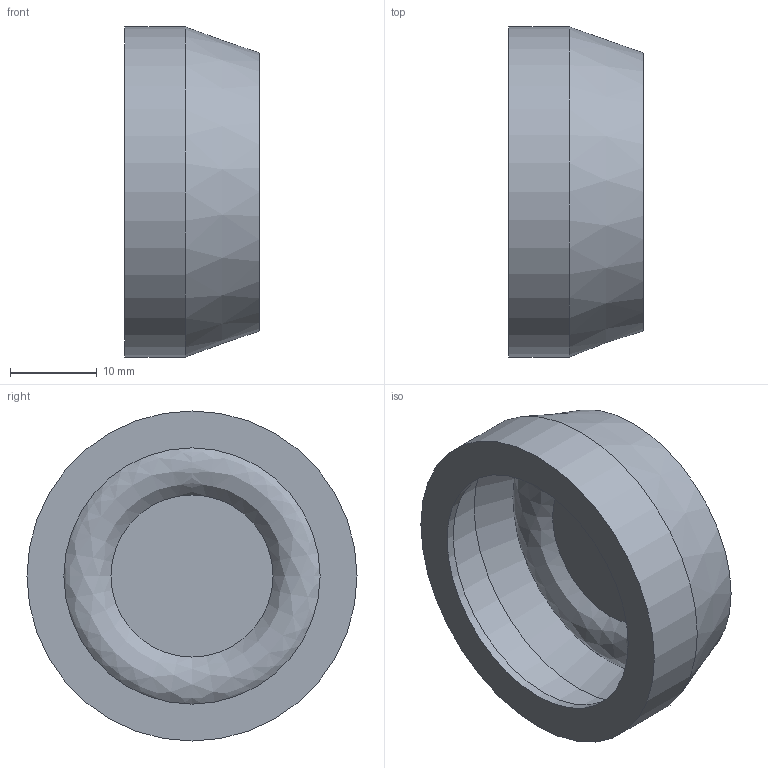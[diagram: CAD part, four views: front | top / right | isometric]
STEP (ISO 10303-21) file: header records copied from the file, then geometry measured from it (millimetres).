
FILE_DESCRIPTION((''),'2;1');
FILE_NAME('BTx.stp','2007-11-21T14:14:48',('Philipp'),(''),'Autodesk Inventor 2008','Autodesk Inventor 2008','');
FILE_SCHEMA(('AUTOMOTIVE_DESIGN { 1 0 10303 214 1 1 1 1 }'));
Length unit declared in the file: millimetre
Products named in the file (1): BTx
Bounding box: 15.5 x 38 x 38 mm (x, y, z)
Volume: 5479.3 mm3; surface area: 5732.7 mm2
Topology: 1 solids, 1 shells, 14 faces, 24 edges, 15 vertices
Faces by surface type: plane 5, cylinder 4, cone 2, bspline 2, torus 1
Full cylindrical faces by diameter (mm): 28.5 x1, 29.5 x1, 34 x1, 38 x1
Entity records: 380 total; most frequent: CARTESIAN_POINT 129, DIRECTION 52, AXIS2_PLACEMENT_3D 26, ORIENTED_EDGE 26, EDGE_LOOP 26, FACE_OUTER_BOUND 14, ADVANCED_FACE 14, VERTEX_POINT 13
